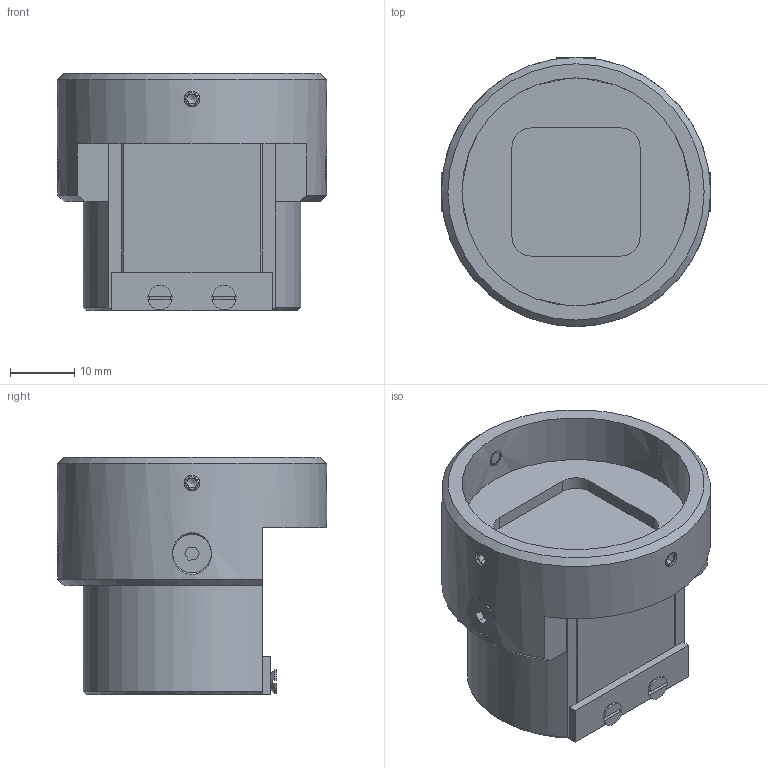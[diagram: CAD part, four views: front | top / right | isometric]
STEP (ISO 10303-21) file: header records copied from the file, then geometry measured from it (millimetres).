
FILE_DESCRIPTION(/* description */ (''),/* implementation_level */ '2;1');
FILE_NAME(/* name */ 'Umlenkspiegel_90-35,5.stp',/* time_stamp */ '2021-04-01T10:09:05+02:00',/* author */ (''),/* organization */ (''),/* preprocessor_version */ 'ST-DEVELOPER v16.5',/* originating_system */ 'Autodesk Inventor 2017',/* authorisation */ '');
FILE_SCHEMA (('AUTOMOTIVE_DESIGN { 1 0 10303 214 3 1 1 }'));
Length unit declared in the file: millimetre
Products named in the file (1): Umlenkspiegel_90-35,5
Bounding box: 42 x 42 x 37 mm (x, y, z)
Volume: 29445.7 mm3; surface area: 12167.7 mm2
Topology: 1 solids, 8 shells, 207 faces, 546 edges, 359 vertices
Faces by surface type: plane 127, cylinder 44, cone 33, torus 3
Full cylindrical faces by diameter (mm): 1.57 x2, 2 x2, 2.46 x11, 2.5 x2, 3 x3, 3.24 x1, 3.4 x3, 4.46 x2, 6 x3, 34.1 x1, 35.6 x1, 42 x1
Entity records: 6690 total; most frequent: CARTESIAN_POINT 1968, DIRECTION 883, ORIENTED_EDGE 856, EDGE_CURVE 424, AXIS2_PLACEMENT_3D 314, VERTEX_POINT 306, EDGE_LOOP 302, LINE 255
